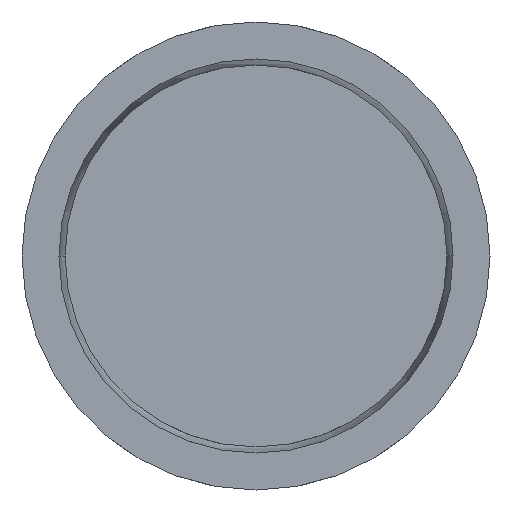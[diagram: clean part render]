
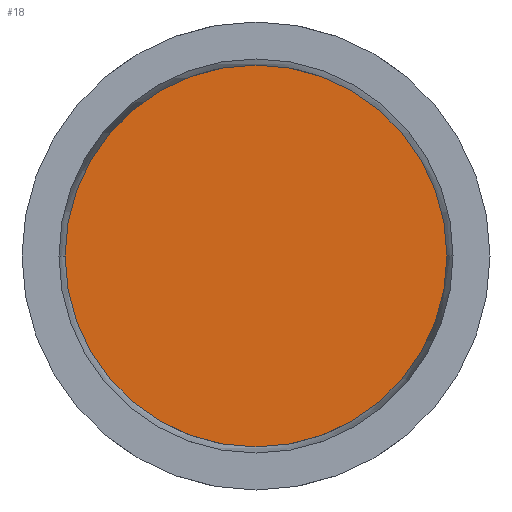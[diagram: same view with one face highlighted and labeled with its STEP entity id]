
A CAD part, front view. The second image highlights one B-rep face of the part: STEP entity #18.
In plain terms, the highlighted planar face has unit normal (0, -1, 0).
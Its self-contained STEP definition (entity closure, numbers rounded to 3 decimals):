
#16 = EDGE_CURVE ( 'NONE', #213, #208, #201, .T. ) ;
#18 = ADVANCED_FACE ( 'NONE', ( #120 ), #104, .F. ) ;
#24 = CARTESIAN_POINT ( 'NONE',  ( 0., 0., 0. ) ) ;
#26 = AXIS2_PLACEMENT_3D ( 'NONE', #190, #34, #35 ) ;
#27 = DIRECTION ( 'NONE',  ( -1., 0., 0. ) ) ;
#34 = DIRECTION ( 'NONE',  ( 0., 1., 0. ) ) ;
#35 = DIRECTION ( 'NONE',  ( -1., 0., 0. ) ) ;
#66 = ORIENTED_EDGE ( 'NONE', *, *, #16, .F. ) ;
#79 = EDGE_CURVE ( 'NONE', #208, #213, #145, .T. ) ;
#102 = AXIS2_PLACEMENT_3D ( 'NONE', #195, #233, #143 ) ;
#104 = PLANE ( 'NONE',  #26 ) ;
#118 = DIRECTION ( 'NONE',  ( 0., 1., 0. ) ) ;
#120 = FACE_OUTER_BOUND ( 'NONE', #205, .T. ) ;
#130 = CARTESIAN_POINT ( 'NONE',  ( 3.1, 0., 0. ) ) ;
#143 = DIRECTION ( 'NONE',  ( -1., 0., 0. ) ) ;
#144 = CARTESIAN_POINT ( 'NONE',  ( -3.1, 0., 0. ) ) ;
#145 = CIRCLE ( 'NONE', #170, 3.1 ) ;
#170 = AXIS2_PLACEMENT_3D ( 'NONE', #24, #118, #27 ) ;
#173 = ORIENTED_EDGE ( 'NONE', *, *, #79, .F. ) ;
#190 = CARTESIAN_POINT ( 'NONE',  ( 0., 0., 0. ) ) ;
#195 = CARTESIAN_POINT ( 'NONE',  ( 0., 0., 0. ) ) ;
#201 = CIRCLE ( 'NONE', #102, 3.1 ) ;
#205 = EDGE_LOOP ( 'NONE', ( #173, #66 ) ) ;
#208 = VERTEX_POINT ( 'NONE', #130 ) ;
#213 = VERTEX_POINT ( 'NONE', #144 ) ;
#233 = DIRECTION ( 'NONE',  ( 0., 1., 0. ) ) ;
